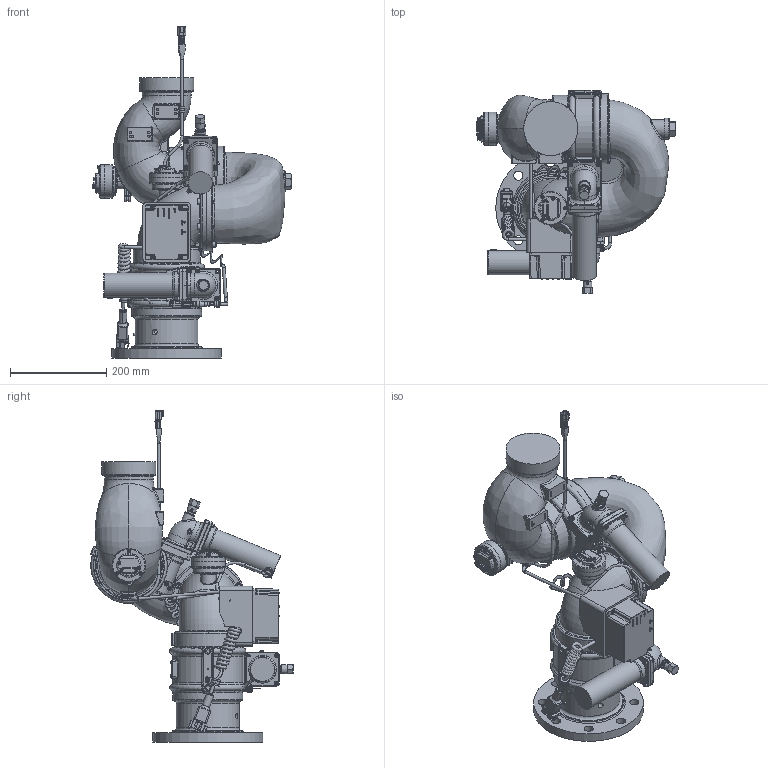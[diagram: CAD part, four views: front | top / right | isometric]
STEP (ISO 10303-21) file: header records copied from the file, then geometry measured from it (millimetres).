
FILE_DESCRIPTION (( 'STEP AP203' ), '1' );
FILE_NAME ('7400X2.STEP', '2019-12-02T15:51:20', ( '' ), ( '' ), 'SwSTEP 2.0', 'SolidWorks 2019', '' );
FILE_SCHEMA (( 'CONFIG_CONTROL_DESIGN' ));
Products named in the file (1): 7400X2
Bounding box: 413 x 421.35 x 691.61 mm (x, y, z)
Surface area: 920074.5 mm2 (no closed solid volume)
Topology: 0 solids, 189 shells, 1948 faces, 7901 edges, 5945 vertices
Faces by surface type: plane 703, cylinder 515, bspline 418, cone 155, torus 129, sphere 28
Full cylindrical faces by diameter (mm): 2.388 x4, 2.997 x6, 3.797 x10, 4.75 x1, 4.826 x1, 5 x4, 5.08 x5, 5.105 x6, 5.334 x3, 5.563 x4, 5.842 x6, 6.096 x1, 6.35 x8, 6.858 x13, 7.366 x1, 7.592 x1, 7.823 x2, 7.937 x8, 7.938 x12, 8.1 x1, 8.738 x4, 9.169 x3, 11.125 x1, 11.51 x2, 11.908 x8, 12.624 x2, 12.7 x2, 18.288 x1, 18.542 x2, 19.05 x8
Entity records: 134387 total; most frequent: CARTESIAN_POINT 76009, DIRECTION 10801, ORIENTED_EDGE 10799, EDGE_CURVE 7459, VERTEX_POINT 5828, LINE 3707, VECTOR 3707, AXIS2_PLACEMENT_3D 3547
